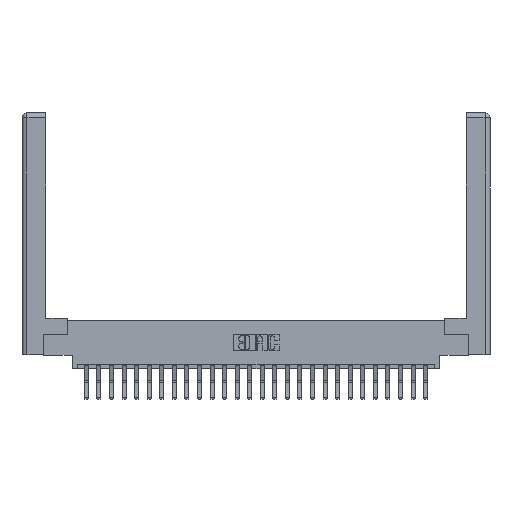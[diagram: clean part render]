
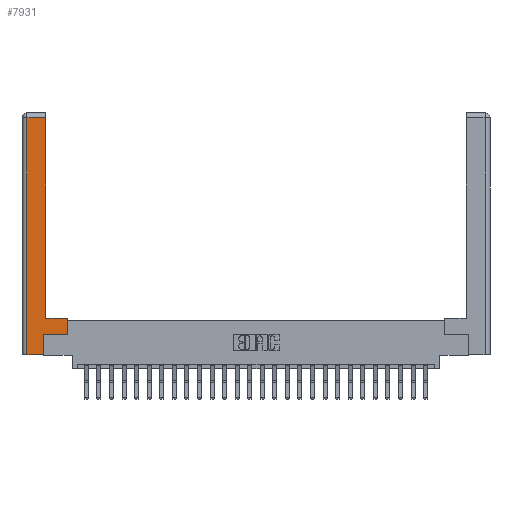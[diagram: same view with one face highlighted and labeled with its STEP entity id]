
A CAD part, top view. The second image highlights one B-rep face of the part: STEP entity #7931.
In plain terms, the highlighted planar face has unit normal (0, 0, 1).
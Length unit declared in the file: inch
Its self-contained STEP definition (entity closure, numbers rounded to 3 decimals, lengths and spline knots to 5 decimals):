
#95 = CARTESIAN_POINT ( 'NONE',  ( 0.0615, 2.94, 0. ) ) ;
#160 = DIRECTION ( 'NONE',  ( 0., 1., 0. ) ) ;
#1266 = CARTESIAN_POINT ( 'NONE',  ( 0.0615, 0., 0. ) ) ;
#1496 = PLANE ( 'NONE',  #10123 ) ;
#1581 = CARTESIAN_POINT ( 'NONE',  ( 0., 0., 0. ) ) ;
#1898 = FACE_OUTER_BOUND ( 'NONE', #17795, .T. ) ;
#2197 = LINE ( 'NONE', #14746, #12398 ) ;
#2240 = VECTOR ( 'NONE', #16096, 39.37008 ) ;
#2268 = CARTESIAN_POINT ( 'NONE',  ( 0.565, 0.45, 0. ) ) ;
#2635 = CARTESIAN_POINT ( 'NONE',  ( 0.0615, 2.94, 0. ) ) ;
#2865 = LINE ( 'NONE', #4143, #23888 ) ;
#3647 = DIRECTION ( 'NONE',  ( -1., 0., 0. ) ) ;
#4022 = VERTEX_POINT ( 'NONE', #1266 ) ;
#4143 = CARTESIAN_POINT ( 'NONE',  ( 0.0615, 0., 0. ) ) ;
#5018 = EDGE_CURVE ( 'NONE', #19464, #17591, #7973, .T. ) ;
#5325 = LINE ( 'NONE', #2635, #10404 ) ;
#5888 = ORIENTED_EDGE ( 'NONE', *, *, #22914, .T. ) ;
#6070 = VERTEX_POINT ( 'NONE', #21999 ) ;
#6106 = EDGE_CURVE ( 'NONE', #4022, #13389, #17946, .T. ) ;
#7272 = LINE ( 'NONE', #24080, #8560 ) ;
#7760 = VECTOR ( 'NONE', #22811, 39.37008 ) ;
#7931 = ADVANCED_FACE ( 'NONE', ( #1898 ), #1496, .F. ) ;
#7973 = LINE ( 'NONE', #26127, #2240 ) ;
#8491 = DIRECTION ( 'NONE',  ( 0., -1., 0. ) ) ;
#8560 = VECTOR ( 'NONE', #22554, 39.37008 ) ;
#9512 = ORIENTED_EDGE ( 'NONE', *, *, #5018, .T. ) ;
#10123 = AXIS2_PLACEMENT_3D ( 'NONE', #1581, #15877, #3647 ) ;
#10364 = CARTESIAN_POINT ( 'NONE',  ( 0.295, 2.94, 0. ) ) ;
#10404 = VECTOR ( 'NONE', #25050, 39.37008 ) ;
#10419 = DIRECTION ( 'NONE',  ( 0., 1., 0. ) ) ;
#10462 = VERTEX_POINT ( 'NONE', #10364 ) ;
#12398 = VECTOR ( 'NONE', #10419, 39.37008 ) ;
#12690 = EDGE_CURVE ( 'NONE', #13389, #6070, #25624, .T. ) ;
#13389 = VERTEX_POINT ( 'NONE', #22509 ) ;
#13917 = EDGE_CURVE ( 'NONE', #6070, #20016, #21484, .T. ) ;
#14746 = CARTESIAN_POINT ( 'NONE',  ( 0.565, 0.45, 0. ) ) ;
#15861 = ORIENTED_EDGE ( 'NONE', *, *, #17806, .T. ) ;
#15877 = DIRECTION ( 'NONE',  ( 0., 0., -1. ) ) ;
#16096 = DIRECTION ( 'NONE',  ( -1., 0., 0. ) ) ;
#16328 = VECTOR ( 'NONE', #24208, 39.37008 ) ;
#16788 = CARTESIAN_POINT ( 'NONE',  ( 0.565, 0.245, 0. ) ) ;
#16913 = EDGE_CURVE ( 'NONE', #17591, #10462, #7272, .T. ) ;
#16947 = EDGE_CURVE ( 'NONE', #20016, #19464, #2197, .T. ) ;
#17591 = VERTEX_POINT ( 'NONE', #22521 ) ;
#17795 = EDGE_LOOP ( 'NONE', ( #24617, #15861, #5888, #22713, #19753, #22838, #18267, #9512 ) ) ;
#17806 = EDGE_CURVE ( 'NONE', #10462, #21121, #5325, .T. ) ;
#17946 = LINE ( 'NONE', #25887, #16328 ) ;
#18267 = ORIENTED_EDGE ( 'NONE', *, *, #16947, .T. ) ;
#18388 = CARTESIAN_POINT ( 'NONE',  ( 0.265, 0.245, 0. ) ) ;
#19464 = VERTEX_POINT ( 'NONE', #2268 ) ;
#19753 = ORIENTED_EDGE ( 'NONE', *, *, #12690, .T. ) ;
#20016 = VERTEX_POINT ( 'NONE', #16788 ) ;
#21121 = VERTEX_POINT ( 'NONE', #95 ) ;
#21484 = LINE ( 'NONE', #23086, #7760 ) ;
#21999 = CARTESIAN_POINT ( 'NONE',  ( 0.265, 0.245, 0. ) ) ;
#22509 = CARTESIAN_POINT ( 'NONE',  ( 0.265, 0., 0. ) ) ;
#22521 = CARTESIAN_POINT ( 'NONE',  ( 0.295, 0.45, 0. ) ) ;
#22554 = DIRECTION ( 'NONE',  ( 0., 1., 0. ) ) ;
#22713 = ORIENTED_EDGE ( 'NONE', *, *, #6106, .T. ) ;
#22811 = DIRECTION ( 'NONE',  ( 1., 0., 0. ) ) ;
#22838 = ORIENTED_EDGE ( 'NONE', *, *, #13917, .T. ) ;
#22914 = EDGE_CURVE ( 'NONE', #21121, #4022, #2865, .T. ) ;
#23086 = CARTESIAN_POINT ( 'NONE',  ( 0.565, 0.245, 0. ) ) ;
#23735 = VECTOR ( 'NONE', #160, 39.37008 ) ;
#23888 = VECTOR ( 'NONE', #8491, 39.37008 ) ;
#24080 = CARTESIAN_POINT ( 'NONE',  ( 0.295, 3., 0. ) ) ;
#24208 = DIRECTION ( 'NONE',  ( 1., 0., 0. ) ) ;
#24617 = ORIENTED_EDGE ( 'NONE', *, *, #16913, .T. ) ;
#25050 = DIRECTION ( 'NONE',  ( -1., 0., 0. ) ) ;
#25624 = LINE ( 'NONE', #18388, #23735 ) ;
#25887 = CARTESIAN_POINT ( 'NONE',  ( 0.265, 0., 0. ) ) ;
#26127 = CARTESIAN_POINT ( 'NONE',  ( 0.295, 0.45, 0. ) ) ;
